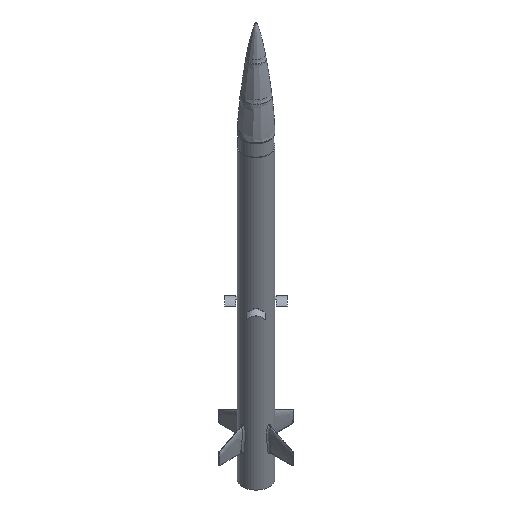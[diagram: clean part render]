
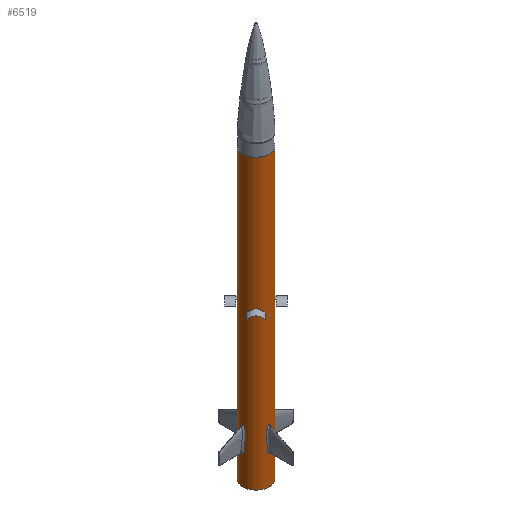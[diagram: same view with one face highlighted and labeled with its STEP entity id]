
A CAD part, isometric view. The second image highlights one B-rep face of the part: STEP entity #6519.
In plain terms, the highlighted cylindrical face has radius 84.5 mm (diameter 169 mm), a full revolution.
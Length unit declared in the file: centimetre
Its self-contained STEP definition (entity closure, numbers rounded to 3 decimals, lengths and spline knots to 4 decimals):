
#201 = AXIS2_PLACEMENT_3D ( 'NONE', #257, #8290, #6053 ) ;
#257 = CARTESIAN_POINT ( 'NONE',  ( 0., 0., -181.28 ) ) ;
#487 = CARTESIAN_POINT ( 'NONE',  ( 8.45, 0., -181.28 ) ) ;
#636 = DIRECTION ( 'NONE',  ( 0., 0., 1. ) ) ;
#1145 = DIRECTION ( 'NONE',  ( 0., 0., 1. ) ) ;
#1184 = AXIS2_PLACEMENT_3D ( 'NONE', #3906, #1145, #3217 ) ;
#1990 = ORIENTED_EDGE ( 'NONE', *, *, #2102, .F. ) ;
#2102 = EDGE_CURVE ( 'NONE', #8384, #8384, #5728, .T. ) ;
#2653 = VERTEX_POINT ( 'NONE', #487 ) ;
#3217 = DIRECTION ( 'NONE',  ( 1., 0., 0. ) ) ;
#3703 = FACE_OUTER_BOUND ( 'NONE', #7339, .T. ) ;
#3906 = CARTESIAN_POINT ( 'NONE',  ( 0., 0., -181.28 ) ) ;
#5327 = AXIS2_PLACEMENT_3D ( 'NONE', #7846, #636, #8563 ) ;
#5515 = EDGE_LOOP ( 'NONE', ( #1990 ) ) ;
#5650 = FACE_OUTER_BOUND ( 'NONE', #5515, .T. ) ;
#5728 = CIRCLE ( 'NONE', #5327, 8.45 ) ;
#6053 = DIRECTION ( 'NONE',  ( 1., 0., 0. ) ) ;
#6116 = CIRCLE ( 'NONE', #1184, 8.45 ) ;
#6519 = ADVANCED_FACE ( 'NONE', ( #3703, #5650 ), #7698, .T. ) ;
#7339 = EDGE_LOOP ( 'NONE', ( #7443 ) ) ;
#7443 = ORIENTED_EDGE ( 'NONE', *, *, #9265, .T. ) ;
#7698 = CYLINDRICAL_SURFACE ( 'NONE', #201, 8.45 ) ;
#7793 = CARTESIAN_POINT ( 'NONE',  ( 8.45, 0., 0. ) ) ;
#7846 = CARTESIAN_POINT ( 'NONE',  ( 0., 0., 0. ) ) ;
#8290 = DIRECTION ( 'NONE',  ( 0., 0., 1. ) ) ;
#8384 = VERTEX_POINT ( 'NONE', #7793 ) ;
#8563 = DIRECTION ( 'NONE',  ( 1., 0., 0. ) ) ;
#9265 = EDGE_CURVE ( 'NONE', #2653, #2653, #6116, .T. ) ;
